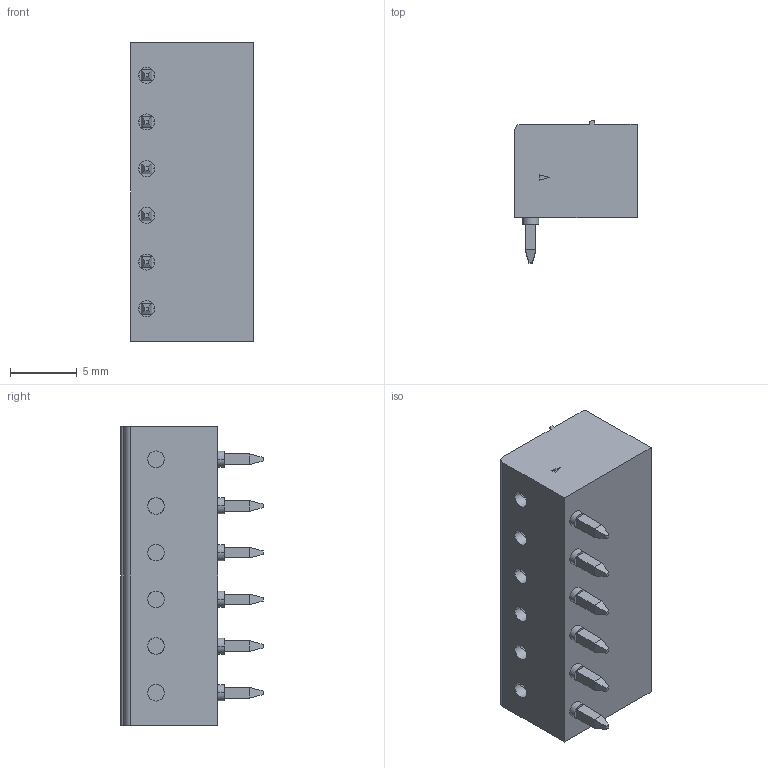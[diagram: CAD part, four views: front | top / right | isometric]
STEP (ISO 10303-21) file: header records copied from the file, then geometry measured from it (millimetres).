
FILE_DESCRIPTION(('SolidDesigner STEP Export'),'1');
FILE_NAME('mc_1.5-6-g-3.5.stp','2000-10-05T14:10:45',(''),(''), 'SolidDesigner STEP processor Version: 7.0(Mar 1999)for AP214(CD)(Solid Model)', 'CoCreate SolidDesigner: 08.01 19-Jun-2000(C) CoCreate Software GmbH','');
FILE_SCHEMA(('AUTOMOTIVE_DESIGN_CC2 {1 2 10303 214 -1 1 5 1}'));
Length unit declared in the file: millimetre
Products named in the file (1): mc_1.5-6-g-3.5
Bounding box: 9.2 x 10.65 x 22.4 mm (x, y, z)
Volume: 841.3 mm3; surface area: 1975.9 mm2
Topology: 1 solids, 1 shells, 503 faces, 1217 edges, 762 vertices
Faces by surface type: plane 376, cylinder 115, cone 12
Entity records: 21621 total; most frequent: CARTESIAN_POINT 6342, ORIENTED_EDGE 2434, DIRECTION 2120, EDGE_CURVE 1217, VECTOR 904, LINE 904, VERTEX_POINT 762, AXIS2_PLACEMENT_3D 608
